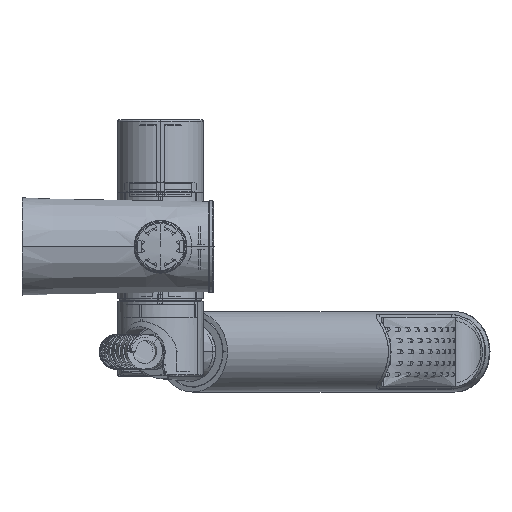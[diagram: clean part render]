
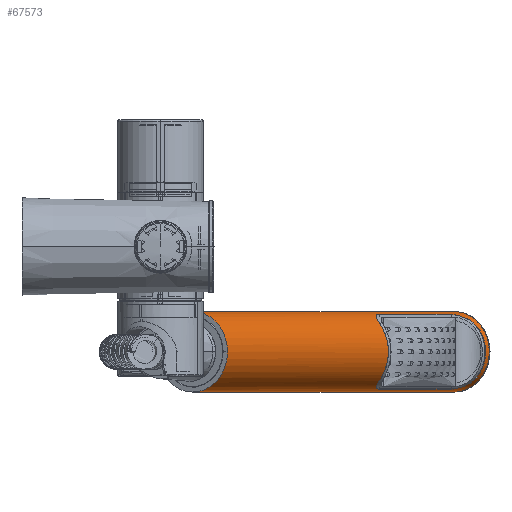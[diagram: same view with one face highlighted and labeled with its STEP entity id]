
A CAD part, front view. The second image highlights one B-rep face of the part: STEP entity #67573.
In plain terms, the highlighted cylindrical face has radius 16 mm (diameter 32 mm), a partial arc.
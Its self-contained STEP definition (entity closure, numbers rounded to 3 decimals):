
#67204=CARTESIAN_POINT('',(0.,208.,0.));
#67205=DIRECTION('',(0.,1.,0.));
#67206=DIRECTION('',(-1.,0.,0.));
#67207=AXIS2_PLACEMENT_3D('',#67204,#67205,#67206);
#67212=DIRECTION('',(0.,1.,0.));
#67213=VECTOR('',#67212,208.);
#67214=CARTESIAN_POINT('',(-16.,0.,0.));
#67215=LINE('',#67214,#67213);
#67219=CARTESIAN_POINT('',(14.832,195.,6.));
#67220=CARTESIAN_POINT('',(14.832,195.712,6.));
#67221=CARTESIAN_POINT('',(14.774,197.09,6.148));
#67222=CARTESIAN_POINT('',(14.498,199.066,6.788));
#67223=CARTESIAN_POINT('',(14.003,200.799,7.776));
#67224=CARTESIAN_POINT('',(13.247,202.242,9.021));
#67225=CARTESIAN_POINT('',(12.175,203.376,10.442));
#67226=CARTESIAN_POINT('',(10.701,204.203,11.969));
#67227=CARTESIAN_POINT('',(8.717,204.725,13.508));
#67228=CARTESIAN_POINT('',(6.156,204.959,14.873));
#67229=CARTESIAN_POINT('',(3.161,205.003,15.791));
#67230=CARTESIAN_POINT('',(0.,204.998,
16.104));
#67231=CARTESIAN_POINT('',(-3.161,205.003,
15.791));
#67232=CARTESIAN_POINT('',(-6.156,204.959,
14.873));
#67233=CARTESIAN_POINT('',(-8.717,204.725,
13.508));
#67234=CARTESIAN_POINT('',(-10.701,204.203,
11.969));
#67235=CARTESIAN_POINT('',(-12.175,203.376,
10.442));
#67236=CARTESIAN_POINT('',(-13.247,202.242,
9.021));
#67237=CARTESIAN_POINT('',(-14.003,200.799,
7.776));
#67238=CARTESIAN_POINT('',(-14.498,199.066,
6.788));
#67239=CARTESIAN_POINT('',(-14.774,197.09,
6.148));
#67240=CARTESIAN_POINT('',(-14.832,195.712,6.));
#67241=CARTESIAN_POINT('',(-14.832,195.,6.));
#67246=DIRECTION('',(0.,1.,0.));
#67247=VECTOR('',#67246,57.);
#67248=CARTESIAN_POINT('',(-14.832,138.,6.));
#67249=LINE('',#67248,#67247);
#67253=CARTESIAN_POINT('',(-14.832,138.,6.));
#67254=CARTESIAN_POINT('',(-14.832,137.288,6.));
#67255=CARTESIAN_POINT('',(-14.774,135.91,
6.148));
#67256=CARTESIAN_POINT('',(-14.498,133.934,
6.788));
#67257=CARTESIAN_POINT('',(-14.003,132.201,
7.776));
#67258=CARTESIAN_POINT('',(-13.247,130.758,
9.021));
#67259=CARTESIAN_POINT('',(-12.175,129.624,
10.442));
#67260=CARTESIAN_POINT('',(-10.701,128.797,
11.969));
#67261=CARTESIAN_POINT('',(-8.717,128.275,
13.508));
#67262=CARTESIAN_POINT('',(-6.156,128.041,
14.873));
#67263=CARTESIAN_POINT('',(-3.161,127.997,
15.791));
#67264=CARTESIAN_POINT('',(0.,128.002,
16.104));
#67265=CARTESIAN_POINT('',(3.161,127.997,15.791));
#67266=CARTESIAN_POINT('',(6.156,128.041,14.873));
#67267=CARTESIAN_POINT('',(8.717,128.275,13.508));
#67268=CARTESIAN_POINT('',(10.701,128.797,11.969));
#67269=CARTESIAN_POINT('',(12.175,129.624,10.442));
#67270=CARTESIAN_POINT('',(13.247,130.758,9.021));
#67271=CARTESIAN_POINT('',(14.003,132.201,7.776));
#67272=CARTESIAN_POINT('',(14.498,133.934,6.788));
#67273=CARTESIAN_POINT('',(14.774,135.91,6.148));
#67274=CARTESIAN_POINT('',(14.832,137.288,6.));
#67275=CARTESIAN_POINT('',(14.832,138.,6.));
#67280=DIRECTION('',(0.,1.,0.));
#67281=VECTOR('',#67280,57.);
#67282=CARTESIAN_POINT('',(14.832,138.,6.));
#67283=LINE('',#67282,#67281);
#67327=DIRECTION('',(0.,1.,0.));
#67328=VECTOR('',#67327,208.);
#67329=CARTESIAN_POINT('',(16.,0.,0.));
#67330=LINE('',#67329,#67328);
#67342=CARTESIAN_POINT('',(0.,0.,0.));
#67343=DIRECTION('',(0.,1.,0.));
#67344=DIRECTION('',(-1.,0.,0.));
#67345=AXIS2_PLACEMENT_3D('',#67342,#67343,#67344);
#67490=CARTESIAN_POINT('',(16.,0.,0.));
#67491=CARTESIAN_POINT('',(-16.,0.,0.));
#67492=VERTEX_POINT('',#67490);
#67493=VERTEX_POINT('',#67491);
#67506=CARTESIAN_POINT('',(-16.,208.,0.));
#67507=CARTESIAN_POINT('',(16.,208.,0.));
#67508=VERTEX_POINT('',#67506);
#67509=VERTEX_POINT('',#67507);
#67510=VERTEX_POINT('',#67219);
#67511=VERTEX_POINT('',#67241);
#67512=VERTEX_POINT('',#67253);
#67513=VERTEX_POINT('',#67275);
#67550=CARTESIAN_POINT('',(0.,0.,0.));
#67551=DIRECTION('',(0.,1.,0.));
#67552=DIRECTION('',(1.,0.,0.));
#67553=AXIS2_PLACEMENT_3D('',#67550,#67551,#67552);
#67554=CYLINDRICAL_SURFACE('',#67553,16.);
#67556=ORIENTED_EDGE('',*,*,#67555,.T.);
#67558=ORIENTED_EDGE('',*,*,#67557,.F.);
#67560=ORIENTED_EDGE('',*,*,#67559,.F.);
#67562=ORIENTED_EDGE('',*,*,#67561,.T.);
#67563=EDGE_LOOP('',(#67556,#67558,#67560,#67562));
#67564=FACE_OUTER_BOUND('',#67563,.F.);
#67566=ORIENTED_EDGE('',*,*,#67565,.T.);
#67567=ORIENTED_EDGE('',*,*,#67523,.F.);
#67569=ORIENTED_EDGE('',*,*,#67568,.T.);
#67570=ORIENTED_EDGE('',*,*,#67539,.T.);
#67571=EDGE_LOOP('',(#67566,#67567,#67569,#67570));
#67572=FACE_BOUND('',#67571,.F.);
#67573=ADVANCED_FACE('',(#67564,#67572),#67554,.T.);
#67208=CIRCLE('',#67207,16.);
#67242=B_SPLINE_CURVE_WITH_KNOTS('',3,(#67219,#67220,#67221,#67222,#67223,
#67224,#67225,#67226,#67227,#67228,#67229,#67230,#67231,#67232,#67233,#67234,
#67235,#67236,#67237,#67238,#67239,#67240,#67241),.UNSPECIFIED.,.F.,.F.,(4,1,1,
1,1,1,1,1,1,1,1,1,1,1,1,1,1,1,1,1,4),(0.,0.05,0.1,0.15,0.2,0.25,
0.3,0.35,0.4,0.45,0.5,0.55,0.6,0.65,0.7,0.75,0.8,0.85,
0.9,0.95,1.),.UNSPECIFIED.);
#67276=B_SPLINE_CURVE_WITH_KNOTS('',3,(#67253,#67254,#67255,#67256,#67257,
#67258,#67259,#67260,#67261,#67262,#67263,#67264,#67265,#67266,#67267,#67268,
#67269,#67270,#67271,#67272,#67273,#67274,#67275),.UNSPECIFIED.,.F.,.F.,(4,1,1,
1,1,1,1,1,1,1,1,1,1,1,1,1,1,1,1,1,4),(0.,0.05,0.1,0.15,0.2,0.25,
0.3,0.35,0.4,0.45,0.5,0.55,0.6,0.65,0.7,0.75,0.8,0.85,
0.9,0.95,1.),.UNSPECIFIED.);
#67346=CIRCLE('',#67345,16.);
#67523=EDGE_CURVE('',#67512,#67511,#67249,.T.);
#67539=EDGE_CURVE('',#67513,#67510,#67283,.T.);
#67555=EDGE_CURVE('',#67508,#67509,#67208,.T.);
#67557=EDGE_CURVE('',#67492,#67509,#67330,.T.);
#67559=EDGE_CURVE('',#67493,#67492,#67346,.T.);
#67561=EDGE_CURVE('',#67493,#67508,#67215,.T.);
#67565=EDGE_CURVE('',#67510,#67511,#67242,.T.);
#67568=EDGE_CURVE('',#67512,#67513,#67276,.T.);
